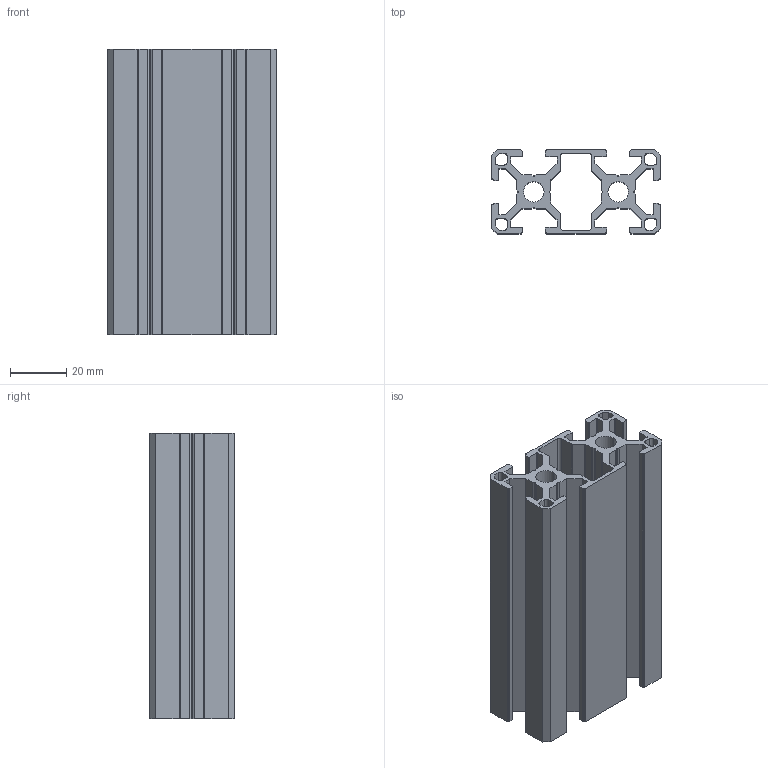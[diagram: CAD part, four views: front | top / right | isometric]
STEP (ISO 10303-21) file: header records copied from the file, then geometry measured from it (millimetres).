
FILE_DESCRIPTION (( 'STEP AP203' ), '1' );
FILE_NAME ('30-3060C.step', '2022-08-24T17:57:45', ( '' ), ( '' ), 'SwSTEP 2.0', 'SolidWorks 2021', '' );
FILE_SCHEMA (( 'CONFIG_CONTROL_DESIGN' ));
Length unit declared in the file: millimetre
Products named in the file (1): 30-3060C
Bounding box: 60 x 30 x 101.6 mm (x, y, z)
Volume: 58625.2 mm3; surface area: 55802 mm2
Topology: 1 solids, 1 shells, 240 faces, 714 edges, 476 vertices
Faces by surface type: plane 146, cylinder 94
Entity records: 8171 total; most frequent: CARTESIAN_POINT 1431, ORIENTED_EDGE 1428, DIRECTION 1384, EDGE_CURVE 714, VECTOR 526, LINE 526, VERTEX_POINT 476, AXIS2_PLACEMENT_3D 429
